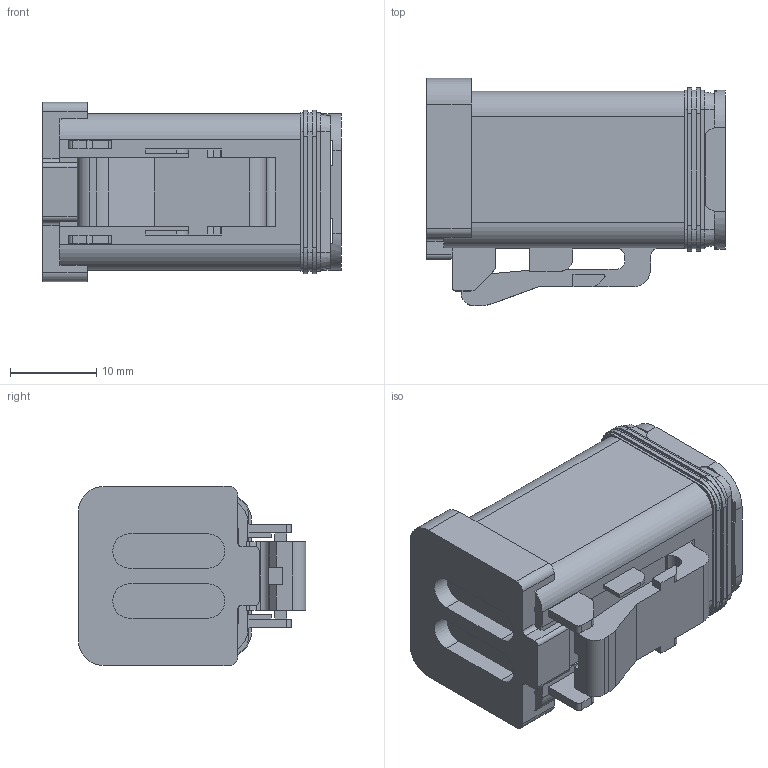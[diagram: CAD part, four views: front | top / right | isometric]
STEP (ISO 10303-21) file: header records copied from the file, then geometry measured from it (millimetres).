
FILE_DESCRIPTION(/* description */ ('STEP AP214'),/* implementation_level */ '2;1');
FILE_NAME(/* name */ 'AT06-6S-SS01',/* time_stamp */ '2023-01-27T08:00:14+01:00',/* author */ ('License CC BY-ND 4.0'),/* organization */ ('CADENAS'),/* preprocessor_version */ 'ST-DEVELOPER v18.102',/* originating_system */ 'PARTsolutions',/* authorisation */ ' ');
FILE_SCHEMA (('AUTOMOTIVE_DESIGN {1 0 10303 214 3 1 1}'));
Length unit declared in the file: millimetre
Products named in the file (6): AT06-6S-SS01; AW6S; AT06-6S-SS01-CAP-CAP; AT06-6S-SS01XXX-W-W; AT06-6S-SS01XXX-SEAL-SEAL; AT06-6S-SS01-BODY-BODY
Assembly tree (5 placements, depth 2):
  AT06-6S-SS01
    AW6S
    AT06-6S-SS01-CAP-CAP
    AT06-6S-SS01XXX-W-W
    AT06-6S-SS01XXX-SEAL-SEAL
    AT06-6S-SS01-BODY-BODY
Bounding box: 34.7 x 26.4 x 20.8 mm (x, y, z)
Volume: 10854.9 mm3; surface area: 10106.6 mm2
Topology: 5 solids, 5 shells, 346 faces, 956 edges, 632 vertices
Faces by surface type: plane 229, cylinder 107, cone 10
Full cylindrical faces by diameter (mm): 1.8 x6
Entity records: 11141 total; most frequent: CARTESIAN_POINT 1928, ORIENTED_EDGE 1888, DIRECTION 1882, EDGE_CURVE 944, LINE 710, VECTOR 710, VERTEX_POINT 632, AXIS2_PLACEMENT_3D 586
